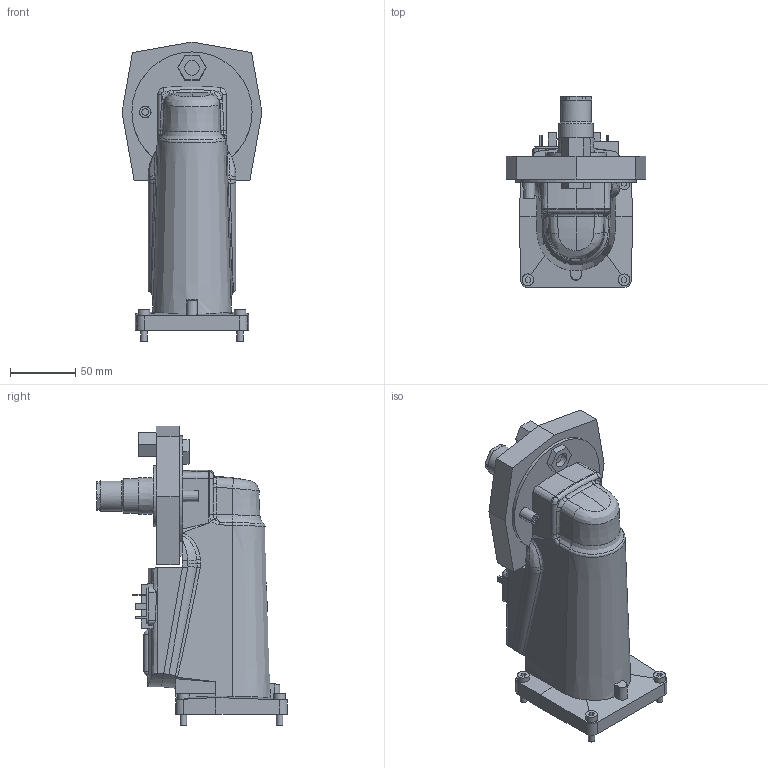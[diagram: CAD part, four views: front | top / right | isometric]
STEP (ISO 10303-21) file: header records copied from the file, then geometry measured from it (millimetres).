
FILE_DESCRIPTION(/* description */ ('Step214-Parts for PM'),/* implementation_level */ '2;1');
FILE_NAME(/* name */ 'SKP25.7....stp',/* time_stamp */ '2016-04-04T13:43:42+02:00',/* author */ ('EMC'),/* organization */ ('Siemens'),/* preprocessor_version */ 'ST-DEVELOPER v15',/* originating_system */ 'SIEMENS PLM Software NX 8.5',/* authorisation */ 'EMC/PM');
FILE_SCHEMA (('AUTOMOTIVE_DESIGN { 1 0 10303 214 3 1 1 1 }'));
Length unit declared in the file: millimetre
Products named in the file (1): Volc1A24560E3lht
Bounding box: 107.64 x 146.79 x 230.62 mm (x, y, z)
Volume: 1035072.1 mm3; surface area: 93734.8 mm2
Topology: 1 solids, 2 shells, 366 faces, 933 edges, 602 vertices
Faces by surface type: plane 227, bspline 52, cylinder 47, cone 35, torus 3, sphere 2
Full cylindrical faces by diameter (mm): 3.4 x2, 5 x4, 7.5 x2, 9 x5, 11.445 x1, 23.5 x1, 26.441 x1, 47 x1
Entity records: 13131 total; most frequent: CARTESIAN_POINT 3505, ORIENTED_EDGE 1742, DIRECTION 1582, EDGE_CURVE 871, VERTEX_POINT 585, AXIS2_PLACEMENT_3D 537, LINE 508, VECTOR 508
